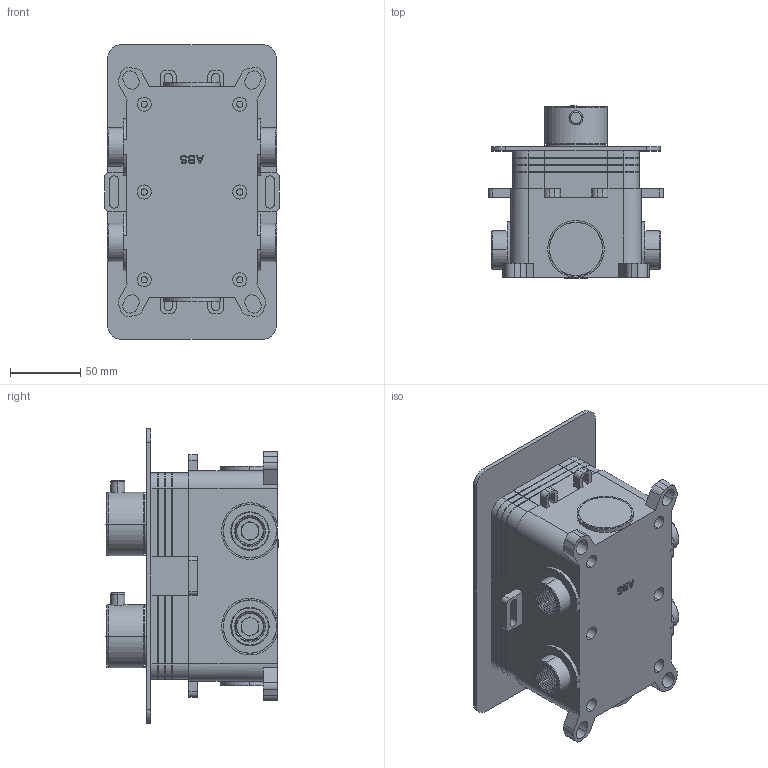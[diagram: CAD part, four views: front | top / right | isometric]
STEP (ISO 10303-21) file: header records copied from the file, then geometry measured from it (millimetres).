
FILE_DESCRIPTION((''),'2;1');
FILE_NAME('HS30009CP','2021-09-24T',('Administrator'),(''),'CREO PARAMETRIC BY PTC INC, 2014190','CREO PARAMETRIC BY PTC INC, 2014190','');
FILE_SCHEMA(('CONFIG_CONTROL_DESIGN'));
Products named in the file (1): HS30009CP
Bounding box: 124.5 x 122.5 x 210 mm (x, y, z)
Volume: 580757.2 mm3; surface area: 303211.4 mm2
Topology: 3 solids, 5 shells, 1790 faces, 4863 edges, 3198 vertices
Faces by surface type: plane 1241, cylinder 401, bspline 80, torus 44, cone 16, sphere 8
Entity records: 67865 total; most frequent: CARTESIAN_POINT 22708, ORIENTED_EDGE 9710, DIRECTION 8721, EDGE_CURVE 4855, VECTOR 3737, LINE 3737, VERTEX_POINT 3198, AXIS2_PLACEMENT_3D 2492
